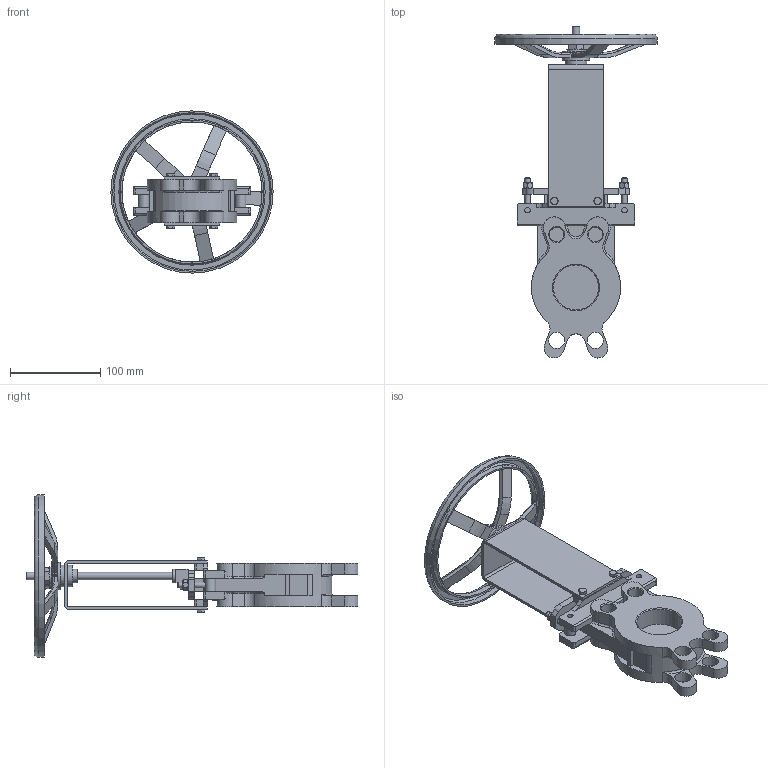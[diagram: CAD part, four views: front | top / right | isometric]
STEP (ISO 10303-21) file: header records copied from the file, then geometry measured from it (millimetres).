
FILE_DESCRIPTION(/* description */ (''),/* implementation_level */ '2;1');
FILE_NAME(/* name */ 'DN50_3D_STEP.stp',/* time_stamp */ '2025-02-06T23:26:56+03:00',/* author */ ('igorr'),/* organization */ (''),/* preprocessor_version */ 'ST-DEVELOPER v20',/* originating_system */ 'Autodesk Inventor 2025',/* authorisation */ '');
FILE_SCHEMA (('AUTOMOTIVE_DESIGN { 1 0 10303 214 3 1 1 }'));
Length unit declared in the file: millimetre
Products named in the file (7): Сборка; Деталь; Деталь1; AS 1110 - M5 x 10; AS 1110 - M4 x 8; ANSI B18.2.4.2M - M6x1; ANSI B18.2.4.2M - M10x1,5
Assembly tree (11 placements, depth 2):
  Сборка
    Деталь
    Деталь1
    AS 1110 - M5 x 10  x4
    AS 1110 - M4 x 8  x2
    ANSI B18.2.4.2M - M6x1  x2
    ANSI B18.2.4.2M - M10x1,5
Bounding box: 180 x 368.16 x 180 mm (x, y, z)
Volume: 649612.3 mm3; surface area: 200877.6 mm2
Topology: 12 solids, 12 shells, 779 faces, 1926 edges, 1198 vertices
Faces by surface type: plane 370, cylinder 183, cone 93, bspline 88, torus 45
Full cylindrical faces by diameter (mm): 4 x2, 4.917 x2, 5 x6, 6 x13, 7 x2, 8 x6, 8.376 x1, 12 x2, 15 x2, 16 x5, 18 x4, 20 x1, 24 x2, 26 x1, 30 x1, 50 x2, 155.468 x1, 159.468 x1, 176 x1, 180 x1
Entity records: 22585 total; most frequent: CARTESIAN_POINT 6094, ORIENTED_EDGE 3344, DIRECTION 3175, EDGE_CURVE 1672, AXIS2_PLACEMENT_3D 1181, VERTEX_POINT 1049, LINE 813, VECTOR 813
